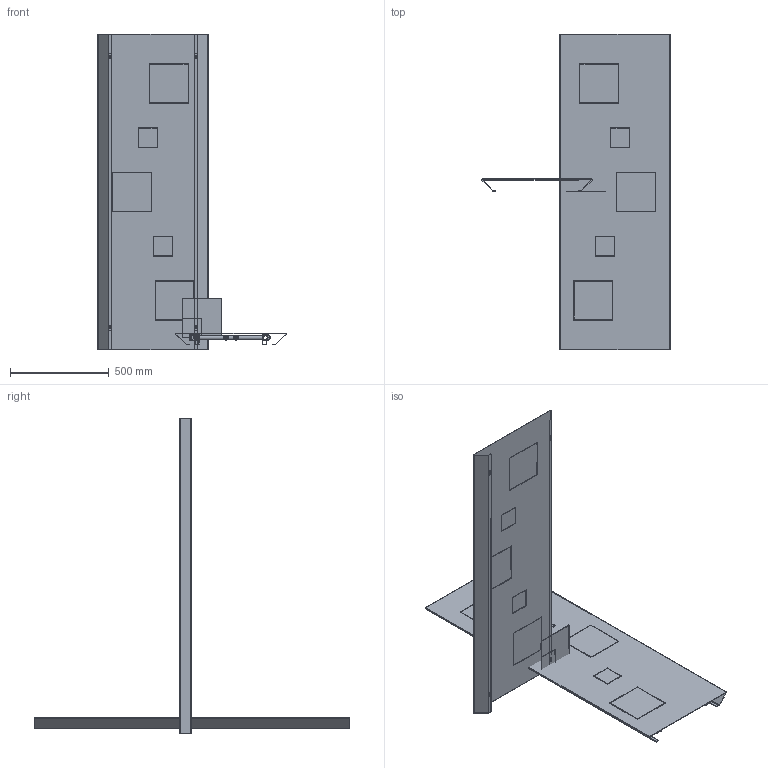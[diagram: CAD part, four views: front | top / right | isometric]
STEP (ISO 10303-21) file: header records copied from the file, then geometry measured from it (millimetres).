
FILE_DESCRIPTION( ( 'Unknown' ), '1' );
FILE_NAME( 'CEDRO_kpl.stp', 'Unknown', ( 'Unknown' ), ( 'Unknown' ), 'PSStep 10.1', 'Unknown', ' ' );
FILE_SCHEMA( ( 'AUTOMOTIVE_DESIGN { 1 0 10303 214 1 1 1 1 }' ) );
Length unit declared in the file: millimetre
Products named in the file (11): Assem1; grzejnik_H=1552x350; CEDRO_obudowa_kpl; kolektor_AD_H=1552; rurka_20; mufka; ceownik_uchwyt_mocujacy; zaslepka_AD; CEDRO_obudowa; wk³adka szklana 199x199; wk³adka szklana 99x99
Bounding box: 955.15 x 1600 x 1600 mm (x, y, z)
Volume: 13730874.5 mm3; surface area: 12079971.1 mm2
Topology: 124 solids, 124 shells, 1233 faces, 3030 edges, 2059 vertices
Faces by surface type: plane 690, cylinder 506, torus 28, cone 9
Full cylindrical faces by diameter (mm): 9 x5, 17.5 x200, 17.6 x81, 18.631 x9, 19 x5, 20 x81, 25 x14
Entity records: 7457 total; most frequent: CARTESIAN_POINT 1128, DIRECTION 1017, ORIENTED_EDGE 822, EDGE_CURVE 411, AXIS2_PLACEMENT_3D 375, EDGE_LOOP 335, VERTEX_POINT 302, LINE 267
